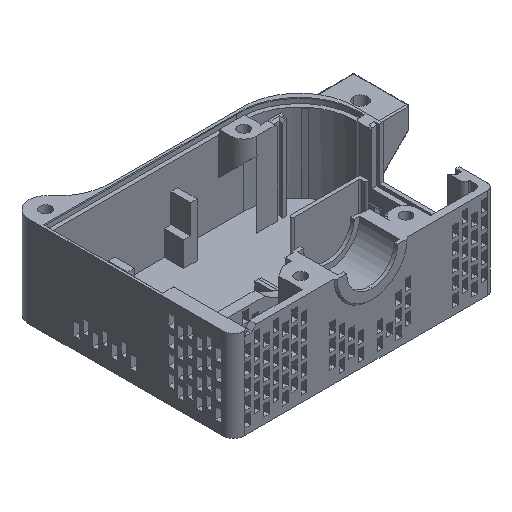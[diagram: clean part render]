
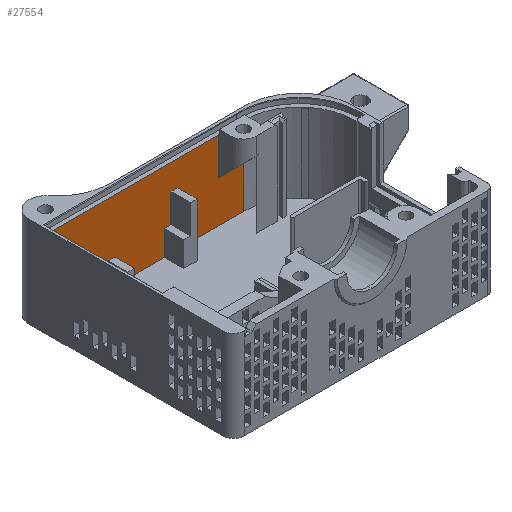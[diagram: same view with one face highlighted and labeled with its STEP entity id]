
A CAD part, isometric view. The second image highlights one B-rep face of the part: STEP entity #27554.
In plain terms, the highlighted planar face has unit normal (0, -1, 0).
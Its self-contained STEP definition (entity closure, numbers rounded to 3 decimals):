
#429 = ORIENTED_EDGE ( 'NONE', *, *, #33850, .F. ) ;
#518 = CARTESIAN_POINT ( 'NONE',  ( 12.9, 67.6, 0. ) ) ;
#669 = VECTOR ( 'NONE', #34711, 1000. ) ;
#962 = CARTESIAN_POINT ( 'NONE',  ( -46.85, 67.6, 0. ) ) ;
#967 = VERTEX_POINT ( 'NONE', #5530 ) ;
#1103 = DIRECTION ( 'NONE',  ( 1., 0., 0. ) ) ;
#1562 = CARTESIAN_POINT ( 'NONE',  ( 22., 67.6, -15.3 ) ) ;
#1648 = ORIENTED_EDGE ( 'NONE', *, *, #33057, .F. ) ;
#1896 = EDGE_CURVE ( 'NONE', #26694, #10429, #14718, .T. ) ;
#1911 = DIRECTION ( 'NONE',  ( 0., 1., 0. ) ) ;
#2336 = ORIENTED_EDGE ( 'NONE', *, *, #23543, .F. ) ;
#2403 = ORIENTED_EDGE ( 'NONE', *, *, #34746, .T. ) ;
#2454 = DIRECTION ( 'NONE',  ( -1., 0., 0. ) ) ;
#2915 = ORIENTED_EDGE ( 'NONE', *, *, #15949, .F. ) ;
#2969 = VECTOR ( 'NONE', #11440, 1000. ) ;
#3432 = CARTESIAN_POINT ( 'NONE',  ( -1.75, 67.6, 0. ) ) ;
#3771 = EDGE_CURVE ( 'NONE', #4467, #19806, #29865, .T. ) ;
#3790 = CARTESIAN_POINT ( 'NONE',  ( 0., 67.6, -11. ) ) ;
#3829 = LINE ( 'NONE', #33883, #20546 ) ;
#3939 = CARTESIAN_POINT ( 'NONE',  ( -44.45, 67.6, -30.3 ) ) ;
#4021 = CARTESIAN_POINT ( 'NONE',  ( -44.45, 67.6, -21.35 ) ) ;
#4162 = LINE ( 'NONE', #9710, #25738 ) ;
#4251 = DIRECTION ( 'NONE',  ( -1., 0., 0. ) ) ;
#4355 = CARTESIAN_POINT ( 'NONE',  ( -26.7, 67.6, -21.35 ) ) ;
#4467 = VERTEX_POINT ( 'NONE', #18649 ) ;
#4918 = EDGE_CURVE ( 'NONE', #34584, #22031, #20354, .T. ) ;
#4966 = FACE_OUTER_BOUND ( 'NONE', #9398, .T. ) ;
#5530 = CARTESIAN_POINT ( 'NONE',  ( 22., 67.6, -15.3 ) ) ;
#5566 = VECTOR ( 'NONE', #13473, 1000. ) ;
#5587 = LINE ( 'NONE', #10970, #5566 ) ;
#5661 = VERTEX_POINT ( 'NONE', #13387 ) ;
#6234 = ORIENTED_EDGE ( 'NONE', *, *, #6842, .F. ) ;
#6316 = EDGE_CURVE ( 'NONE', #26694, #7881, #30490, .T. ) ;
#6386 = LINE ( 'NONE', #24983, #27582 ) ;
#6842 = EDGE_CURVE ( 'NONE', #17070, #34584, #35082, .T. ) ;
#6936 = DIRECTION ( 'NONE',  ( 0., 0., -1. ) ) ;
#7318 = VECTOR ( 'NONE', #13057, 1000. ) ;
#7611 = CARTESIAN_POINT ( 'NONE',  ( 12.9, 67.6, -15.3 ) ) ;
#7710 = CARTESIAN_POINT ( 'NONE',  ( 0., 67.6, -21.35 ) ) ;
#7806 = CARTESIAN_POINT ( 'NONE',  ( 0., 67.6, -15.3 ) ) ;
#7881 = VERTEX_POINT ( 'NONE', #31684 ) ;
#8551 = EDGE_CURVE ( 'NONE', #967, #30553, #29445, .T. ) ;
#8647 = ORIENTED_EDGE ( 'NONE', *, *, #3771, .F. ) ;
#9398 = EDGE_LOOP ( 'NONE', ( #30322, #16980, #21782, #30164, #25147, #6234, #429, #24002, #2915, #27024, #33906, #13468, #30068, #2403, #8647, #2336, #21848, #1648 ) ) ;
#9618 = CARTESIAN_POINT ( 'NONE',  ( 0., 67.6, -30.3 ) ) ;
#9710 = CARTESIAN_POINT ( 'NONE',  ( -24.3, 67.6, 0. ) ) ;
#9765 = VERTEX_POINT ( 'NONE', #34686 ) ;
#9859 = VECTOR ( 'NONE', #26310, 1000. ) ;
#9867 = LINE ( 'NONE', #3790, #15444 ) ;
#10429 = VERTEX_POINT ( 'NONE', #4021 ) ;
#10555 = VECTOR ( 'NONE', #26673, 1000. ) ;
#10970 = CARTESIAN_POINT ( 'NONE',  ( 0., 67.6, -30.3 ) ) ;
#11027 = CARTESIAN_POINT ( 'NONE',  ( -46.85, 67.6, -21.35 ) ) ;
#11044 = VECTOR ( 'NONE', #21387, 1000. ) ;
#11440 = DIRECTION ( 'NONE',  ( 0., 0., -1. ) ) ;
#11710 = DIRECTION ( 'NONE',  ( 0., 0., 1. ) ) ;
#12206 = DIRECTION ( 'NONE',  ( 1., 0., 0. ) ) ;
#12847 = LINE ( 'NONE', #1562, #32367 ) ;
#12870 = EDGE_CURVE ( 'NONE', #7881, #22305, #15559, .T. ) ;
#12894 = CARTESIAN_POINT ( 'NONE',  ( -6.55, 67.6, 0. ) ) ;
#12978 = CARTESIAN_POINT ( 'NONE',  ( -6.55, 67.6, -21.35 ) ) ;
#13057 = DIRECTION ( 'NONE',  ( -1., 0., 0. ) ) ;
#13081 = VECTOR ( 'NONE', #2454, 1000. ) ;
#13148 = EDGE_CURVE ( 'NONE', #5661, #15525, #18724, .T. ) ;
#13387 = CARTESIAN_POINT ( 'NONE',  ( -4.15, 67.6, -21.35 ) ) ;
#13468 = ORIENTED_EDGE ( 'NONE', *, *, #18435, .F. ) ;
#13473 = DIRECTION ( 'NONE',  ( -1., 0., 0. ) ) ;
#14111 = LINE ( 'NONE', #518, #2969 ) ;
#14120 = CARTESIAN_POINT ( 'NONE',  ( -4.15, 67.6, -11. ) ) ;
#14718 = LINE ( 'NONE', #14900, #17735 ) ;
#14900 = CARTESIAN_POINT ( 'NONE',  ( 0., 67.6, -21.35 ) ) ;
#15345 = VECTOR ( 'NONE', #24484, 1000. ) ;
#15444 = VECTOR ( 'NONE', #1103, 1000. ) ;
#15459 = DIRECTION ( 'NONE',  ( 0., 0., -1. ) ) ;
#15525 = VERTEX_POINT ( 'NONE', #12978 ) ;
#15559 = LINE ( 'NONE', #26463, #15345 ) ;
#15723 = AXIS2_PLACEMENT_3D ( 'NONE', #28920, #1911, #6936 ) ;
#15772 = VERTEX_POINT ( 'NONE', #25466 ) ;
#15925 = CARTESIAN_POINT ( 'NONE',  ( 0., 67.6, -30.3 ) ) ;
#15941 = LINE ( 'NONE', #12894, #669 ) ;
#15949 = EDGE_CURVE ( 'NONE', #15772, #9765, #5587, .T. ) ;
#16980 = ORIENTED_EDGE ( 'NONE', *, *, #6316, .F. ) ;
#17070 = VERTEX_POINT ( 'NONE', #4355 ) ;
#17735 = VECTOR ( 'NONE', #12206, 1000. ) ;
#17813 = CARTESIAN_POINT ( 'NONE',  ( -24.3, 67.6, -21.35 ) ) ;
#17837 = PLANE ( 'NONE',  #15723 ) ;
#18435 = EDGE_CURVE ( 'NONE', #24429, #5661, #3829, .T. ) ;
#18649 = CARTESIAN_POINT ( 'NONE',  ( 22., 67.6, -30.3 ) ) ;
#18724 = LINE ( 'NONE', #24097, #13081 ) ;
#18958 = CARTESIAN_POINT ( 'NONE',  ( 12.9, 67.6, -1.9 ) ) ;
#19052 = EDGE_CURVE ( 'NONE', #24429, #25341, #9867, .T. ) ;
#19806 = VERTEX_POINT ( 'NONE', #20510 ) ;
#20354 = LINE ( 'NONE', #9618, #26049 ) ;
#20510 = CARTESIAN_POINT ( 'NONE',  ( -1.75, 67.6, -30.3 ) ) ;
#20546 = VECTOR ( 'NONE', #15459, 1000. ) ;
#21302 = CARTESIAN_POINT ( 'NONE',  ( -26.7, 67.6, 0. ) ) ;
#21387 = DIRECTION ( 'NONE',  ( 0., 0., -1. ) ) ;
#21782 = ORIENTED_EDGE ( 'NONE', *, *, #1896, .T. ) ;
#21848 = ORIENTED_EDGE ( 'NONE', *, *, #8551, .T. ) ;
#22031 = VERTEX_POINT ( 'NONE', #3939 ) ;
#22305 = VERTEX_POINT ( 'NONE', #18958 ) ;
#22347 = VECTOR ( 'NONE', #32488, 1000. ) ;
#23543 = EDGE_CURVE ( 'NONE', #967, #4467, #12847, .T. ) ;
#23792 = LINE ( 'NONE', #7710, #9859 ) ;
#24002 = ORIENTED_EDGE ( 'NONE', *, *, #29493, .F. ) ;
#24097 = CARTESIAN_POINT ( 'NONE',  ( 0., 67.6, -21.35 ) ) ;
#24429 = VERTEX_POINT ( 'NONE', #14120 ) ;
#24484 = DIRECTION ( 'NONE',  ( 1., 0., 0. ) ) ;
#24943 = CARTESIAN_POINT ( 'NONE',  ( -1.75, 67.6, -11. ) ) ;
#24983 = CARTESIAN_POINT ( 'NONE',  ( -44.45, 67.6, 0. ) ) ;
#25147 = ORIENTED_EDGE ( 'NONE', *, *, #4918, .F. ) ;
#25341 = VERTEX_POINT ( 'NONE', #24943 ) ;
#25466 = CARTESIAN_POINT ( 'NONE',  ( -6.55, 67.6, -30.3 ) ) ;
#25738 = VECTOR ( 'NONE', #29020, 1000. ) ;
#26049 = VECTOR ( 'NONE', #4251, 1000. ) ;
#26310 = DIRECTION ( 'NONE',  ( -1., 0., 0. ) ) ;
#26463 = CARTESIAN_POINT ( 'NONE',  ( 0., 67.6, -1.9 ) ) ;
#26673 = DIRECTION ( 'NONE',  ( 0., 0., -1. ) ) ;
#26694 = VERTEX_POINT ( 'NONE', #11027 ) ;
#27024 = ORIENTED_EDGE ( 'NONE', *, *, #32432, .F. ) ;
#27554 = ADVANCED_FACE ( 'NONE', ( #4966 ), #17837, .F. ) ;
#27582 = VECTOR ( 'NONE', #33390, 1000. ) ;
#28920 = CARTESIAN_POINT ( 'NONE',  ( 0., 67.6, 0. ) ) ;
#29020 = DIRECTION ( 'NONE',  ( 0., 0., 1. ) ) ;
#29255 = LINE ( 'NONE', #3432, #11044 ) ;
#29445 = LINE ( 'NONE', #7806, #22347 ) ;
#29493 = EDGE_CURVE ( 'NONE', #9765, #34663, #4162, .T. ) ;
#29865 = LINE ( 'NONE', #15925, #7318 ) ;
#30068 = ORIENTED_EDGE ( 'NONE', *, *, #19052, .T. ) ;
#30164 = ORIENTED_EDGE ( 'NONE', *, *, #34467, .T. ) ;
#30322 = ORIENTED_EDGE ( 'NONE', *, *, #12870, .F. ) ;
#30490 = LINE ( 'NONE', #962, #31061 ) ;
#30553 = VERTEX_POINT ( 'NONE', #7611 ) ;
#31061 = VECTOR ( 'NONE', #11710, 1000. ) ;
#31405 = CARTESIAN_POINT ( 'NONE',  ( -26.7, 67.6, -30.3 ) ) ;
#31684 = CARTESIAN_POINT ( 'NONE',  ( -46.85, 67.6, -1.9 ) ) ;
#32367 = VECTOR ( 'NONE', #34313, 1000. ) ;
#32432 = EDGE_CURVE ( 'NONE', #15525, #15772, #15941, .T. ) ;
#32488 = DIRECTION ( 'NONE',  ( -1., 0., 0. ) ) ;
#33057 = EDGE_CURVE ( 'NONE', #22305, #30553, #14111, .T. ) ;
#33390 = DIRECTION ( 'NONE',  ( 0., 0., -1. ) ) ;
#33850 = EDGE_CURVE ( 'NONE', #34663, #17070, #23792, .T. ) ;
#33883 = CARTESIAN_POINT ( 'NONE',  ( -4.15, 67.6, 0. ) ) ;
#33906 = ORIENTED_EDGE ( 'NONE', *, *, #13148, .F. ) ;
#34313 = DIRECTION ( 'NONE',  ( 0., 0., -1. ) ) ;
#34467 = EDGE_CURVE ( 'NONE', #10429, #22031, #6386, .T. ) ;
#34584 = VERTEX_POINT ( 'NONE', #31405 ) ;
#34663 = VERTEX_POINT ( 'NONE', #17813 ) ;
#34686 = CARTESIAN_POINT ( 'NONE',  ( -24.3, 67.6, -30.3 ) ) ;
#34711 = DIRECTION ( 'NONE',  ( 0., 0., -1. ) ) ;
#34746 = EDGE_CURVE ( 'NONE', #25341, #19806, #29255, .T. ) ;
#35082 = LINE ( 'NONE', #21302, #10555 ) ;
